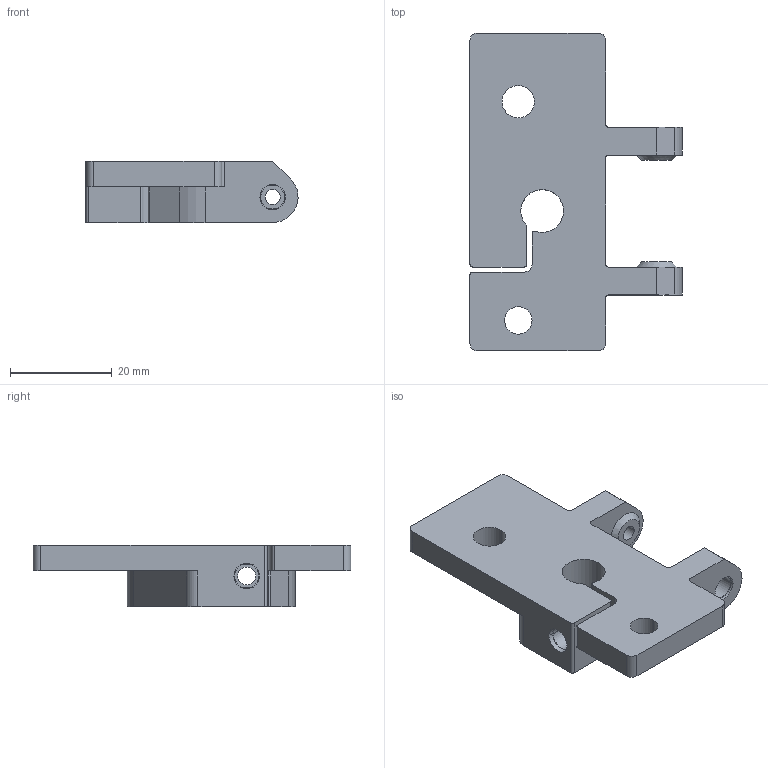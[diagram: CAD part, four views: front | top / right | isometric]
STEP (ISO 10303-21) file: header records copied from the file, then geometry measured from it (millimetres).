
FILE_DESCRIPTION((''),'2;1');
FILE_NAME('XY_IDLER_MOUNT_RIGHT','2023-02-15T17:17:44',('matteo.grassi'),(''),'CREO PARAMETRIC BY PTC INC, 2018020','CREO PARAMETRIC BY PTC INC, 2018020','');
FILE_SCHEMA(('AUTOMOTIVE_DESIGN { 1 0 10303 214 1 1 1 1 }'));
Length unit declared in the file: millimetre
Products named in the file (1): XY_IDLER_MOUNT_RIGHT
Bounding box: 41.69 x 62.5 x 12 mm (x, y, z)
Volume: 13157.3 mm3; surface area: 6819.8 mm2
Topology: 1 solids, 1 shells, 80 faces, 210 edges, 140 vertices
Faces by surface type: cylinder 45, plane 31, cone 4
Entity records: 3335 total; most frequent: DIRECTION 470, CARTESIAN_POINT 433, ORIENTED_EDGE 420, PRESENTATION_STYLE_ASSIGNMENT 211, STYLED_ITEM 211, CURVE_STYLE 210, EDGE_CURVE 210, AXIS2_PLACEMENT_3D 179
